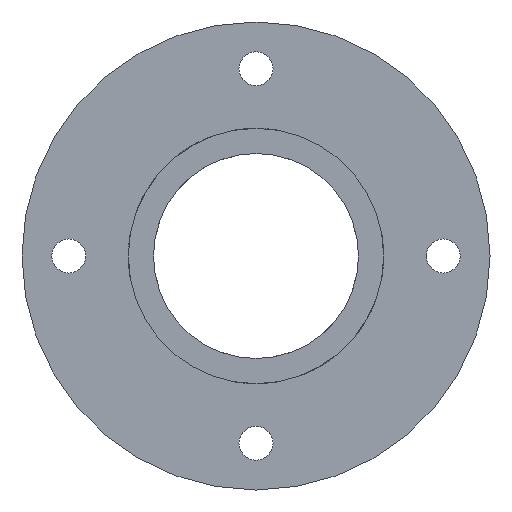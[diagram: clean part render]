
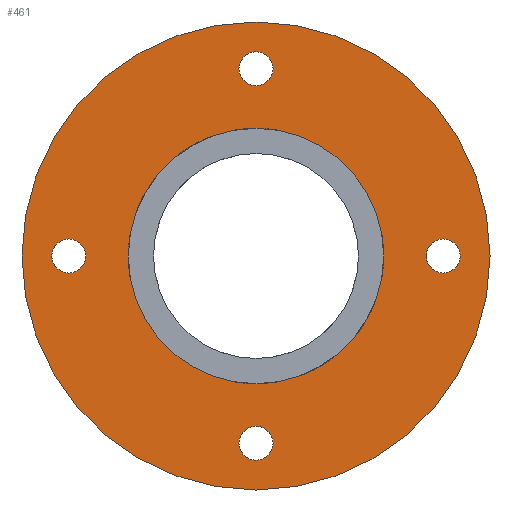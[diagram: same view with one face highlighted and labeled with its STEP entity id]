
A CAD part, front view. The second image highlights one B-rep face of the part: STEP entity #461.
In plain terms, the highlighted planar face has unit normal (0, -1, 0).
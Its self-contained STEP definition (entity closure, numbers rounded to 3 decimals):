
#35=FACE_BOUND('',#113,.T.);
#36=FACE_BOUND('',#114,.T.);
#37=FACE_BOUND('',#115,.T.);
#38=FACE_BOUND('',#116,.T.);
#39=FACE_BOUND('',#117,.T.);
#48=CIRCLE('',#495,15.);
#49=CIRCLE('',#497,2.);
#50=CIRCLE('',#499,2.);
#51=CIRCLE('',#502,2.);
#52=CIRCLE('',#504,2.);
#53=CIRCLE('',#506,27.5);
#56=PLANE('',#507);
#74=FACE_OUTER_BOUND('',#112,.T.);
#112=EDGE_LOOP('',(#423));
#113=EDGE_LOOP('',(#424));
#114=EDGE_LOOP('',(#425));
#115=EDGE_LOOP('',(#426));
#116=EDGE_LOOP('',(#427));
#117=EDGE_LOOP('',(#428));
#228=VERTEX_POINT('',#1242);
#229=VERTEX_POINT('',#1246);
#230=VERTEX_POINT('',#1250);
#231=VERTEX_POINT('',#1257);
#232=VERTEX_POINT('',#1261);
#233=VERTEX_POINT('',#1265);
#286=EDGE_CURVE('',#228,#228,#48,.T.);
#288=EDGE_CURVE('',#229,#229,#49,.T.);
#290=EDGE_CURVE('',#230,#230,#50,.T.);
#294=EDGE_CURVE('',#231,#231,#51,.T.);
#296=EDGE_CURVE('',#232,#232,#52,.T.);
#298=EDGE_CURVE('',#233,#233,#53,.T.);
#423=ORIENTED_EDGE('',*,*,#298,.F.);
#424=ORIENTED_EDGE('',*,*,#286,.T.);
#425=ORIENTED_EDGE('',*,*,#296,.F.);
#426=ORIENTED_EDGE('',*,*,#294,.F.);
#427=ORIENTED_EDGE('',*,*,#290,.F.);
#428=ORIENTED_EDGE('',*,*,#288,.F.);
#461=ADVANCED_FACE('',(#74,#35,#36,#37,#38,#39),#56,.F.);
#495=AXIS2_PLACEMENT_3D('',#1244,#558,#559);
#497=AXIS2_PLACEMENT_3D('',#1248,#563,#564);
#499=AXIS2_PLACEMENT_3D('',#1252,#568,#569);
#502=AXIS2_PLACEMENT_3D('',#1259,#577,#578);
#504=AXIS2_PLACEMENT_3D('',#1263,#582,#583);
#506=AXIS2_PLACEMENT_3D('',#1267,#587,#588);
#507=AXIS2_PLACEMENT_3D('',#1268,#589,#590);
#558=DIRECTION('center_axis',(0.,1.,0.));
#559=DIRECTION('ref_axis',(0.,0.,-1.));
#563=DIRECTION('center_axis',(0.,-1.,0.));
#564=DIRECTION('ref_axis',(0.,0.,-1.));
#568=DIRECTION('center_axis',(0.,-1.,0.));
#569=DIRECTION('ref_axis',(0.,0.,-1.));
#577=DIRECTION('center_axis',(0.,-1.,0.));
#578=DIRECTION('ref_axis',(0.,0.,-1.));
#582=DIRECTION('center_axis',(0.,-1.,0.));
#583=DIRECTION('ref_axis',(0.,0.,-1.));
#587=DIRECTION('center_axis',(0.,1.,0.));
#588=DIRECTION('ref_axis',(0.,0.,-1.));
#589=DIRECTION('center_axis',(0.,1.,0.));
#590=DIRECTION('ref_axis',(0.,0.,-1.));
#1242=CARTESIAN_POINT('',(0.,0.,15.));
#1244=CARTESIAN_POINT('Origin',(0.,0.,0.));
#1246=CARTESIAN_POINT('',(-22.,0.,2.));
#1248=CARTESIAN_POINT('Origin',(-22.,0.,0.));
#1250=CARTESIAN_POINT('',(0.,0.,-20.));
#1252=CARTESIAN_POINT('Origin',(0.,0.,-22.));
#1257=CARTESIAN_POINT('',(0.,0.,24.));
#1259=CARTESIAN_POINT('Origin',(0.,0.,22.));
#1261=CARTESIAN_POINT('',(22.,0.,2.));
#1263=CARTESIAN_POINT('Origin',(22.,0.,0.));
#1265=CARTESIAN_POINT('',(0.,0.,27.5));
#1267=CARTESIAN_POINT('Origin',(0.,0.,0.));
#1268=CARTESIAN_POINT('Origin',(0.,0.,0.));
